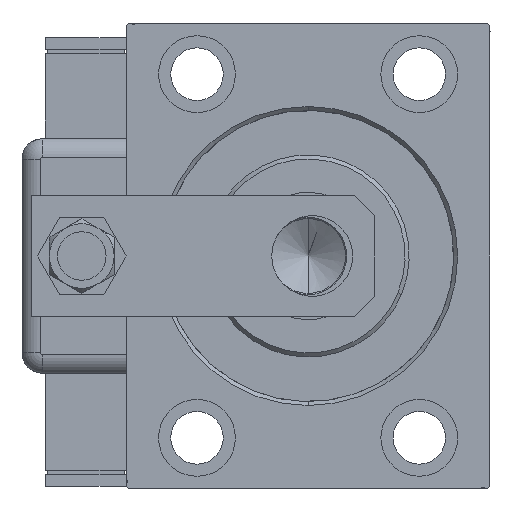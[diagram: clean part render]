
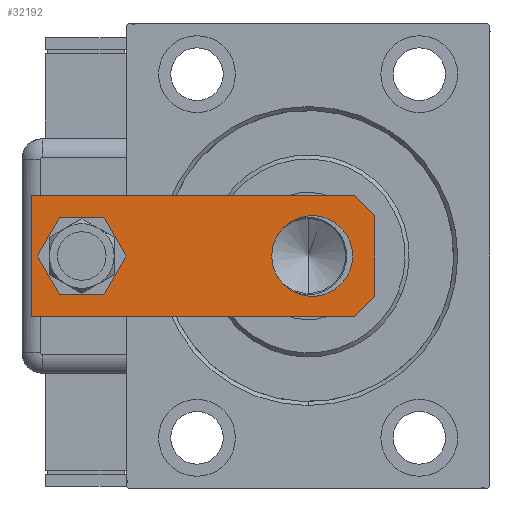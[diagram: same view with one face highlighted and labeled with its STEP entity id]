
A CAD part, left-side view. The second image highlights one B-rep face of the part: STEP entity #32192.
In plain terms, the highlighted face is planar.
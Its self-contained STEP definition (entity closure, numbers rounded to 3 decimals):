
#501 = CARTESIAN_POINT ( 'NONE',  ( 7., 72.5, 0. ) ) ;
#585 = ORIENTED_EDGE ( 'NONE', *, *, #32534, .T. ) ;
#872 = EDGE_CURVE ( 'NONE', #16560, #28406, #22799, .T. ) ;
#939 = AXIS2_PLACEMENT_3D ( 'NONE', #16414, #48255, #29946 ) ;
#1251 = DIRECTION ( 'NONE',  ( 0., 0., 1. ) ) ;
#2012 = AXIS2_PLACEMENT_3D ( 'NONE', #3904, #8700, #50427 ) ;
#3538 = CARTESIAN_POINT ( 'NONE',  ( 15., 5., 0. ) ) ;
#3557 = CIRCLE ( 'NONE', #54340, 10. ) ;
#3904 = CARTESIAN_POINT ( 'NONE',  ( 0., 0., 0. ) ) ;
#4128 = DIRECTION ( 'NONE',  ( 0., 0., 1. ) ) ;
#4708 = DIRECTION ( 'NONE',  ( 1., 0., 0. ) ) ;
#5084 = FACE_OUTER_BOUND ( 'NONE', #13143, .T. ) ;
#7007 = CARTESIAN_POINT ( 'NONE',  ( 15., 85., 0. ) ) ;
#8202 = VERTEX_POINT ( 'NONE', #55478 ) ;
#8289 = DIRECTION ( 'NONE',  ( 0., -1., 0. ) ) ;
#8628 = DIRECTION ( 'NONE',  ( -0.707, -0.707, 0. ) ) ;
#8700 = DIRECTION ( 'NONE',  ( 0., 0., 1. ) ) ;
#9224 = ORIENTED_EDGE ( 'NONE', *, *, #45488, .F. ) ;
#9942 = CARTESIAN_POINT ( 'NONE',  ( 0., 15.5, 0. ) ) ;
#10640 = VERTEX_POINT ( 'NONE', #26117 ) ;
#11796 = EDGE_CURVE ( 'NONE', #26929, #12553, #27241, .T. ) ;
#12542 = CARTESIAN_POINT ( 'NONE',  ( -15., 0., 0. ) ) ;
#12553 = VERTEX_POINT ( 'NONE', #15213 ) ;
#13006 = CARTESIAN_POINT ( 'NONE',  ( -15., 85., 0. ) ) ;
#13143 = EDGE_LOOP ( 'NONE', ( #23631, #21215, #35693, #25424, #9224, #41548 ) ) ;
#15213 = CARTESIAN_POINT ( 'NONE',  ( 10., 0., 0. ) ) ;
#15413 = LINE ( 'NONE', #46663, #52452 ) ;
#16061 = CARTESIAN_POINT ( 'NONE',  ( 0., 72.5, 0. ) ) ;
#16414 = CARTESIAN_POINT ( 'NONE',  ( 0., 72.5, 0. ) ) ;
#16523 = EDGE_LOOP ( 'NONE', ( #24481, #41977 ) ) ;
#16560 = VERTEX_POINT ( 'NONE', #501 ) ;
#17053 = VECTOR ( 'NONE', #8628, 1000. ) ;
#17335 = VECTOR ( 'NONE', #8289, 1000. ) ;
#18172 = CARTESIAN_POINT ( 'NONE',  ( -15., 85., 0. ) ) ;
#19548 = DIRECTION ( 'NONE',  ( 1., 0., 0. ) ) ;
#19962 = DIRECTION ( 'NONE',  ( -1., 0., 0. ) ) ;
#20467 = EDGE_CURVE ( 'NONE', #10640, #12553, #31754, .T. ) ;
#21215 = ORIENTED_EDGE ( 'NONE', *, *, #50756, .T. ) ;
#21906 = VERTEX_POINT ( 'NONE', #41552 ) ;
#22256 = EDGE_CURVE ( 'NONE', #8202, #27485, #3557, .T. ) ;
#22799 = CIRCLE ( 'NONE', #30487, 7. ) ;
#23077 = CARTESIAN_POINT ( 'NONE',  ( 15., 0., 0. ) ) ;
#23631 = ORIENTED_EDGE ( 'NONE', *, *, #11796, .F. ) ;
#23980 = LINE ( 'NONE', #23077, #28298 ) ;
#24476 = CARTESIAN_POINT ( 'NONE',  ( 15., 85., 0. ) ) ;
#24481 = ORIENTED_EDGE ( 'NONE', *, *, #57080, .T. ) ;
#25424 = ORIENTED_EDGE ( 'NONE', *, *, #36686, .F. ) ;
#26031 = CIRCLE ( 'NONE', #37506, 10. ) ;
#26117 = CARTESIAN_POINT ( 'NONE',  ( 15., 5., 0. ) ) ;
#26929 = VERTEX_POINT ( 'NONE', #28434 ) ;
#27241 = LINE ( 'NONE', #12542, #53809 ) ;
#27485 = VERTEX_POINT ( 'NONE', #33775 ) ;
#28054 = DIRECTION ( 'NONE',  ( -0.707, 0.707, 0. ) ) ;
#28298 = VECTOR ( 'NONE', #46798, 1000. ) ;
#28406 = VERTEX_POINT ( 'NONE', #45193 ) ;
#28434 = CARTESIAN_POINT ( 'NONE',  ( -10., 0., 0. ) ) ;
#29902 = DIRECTION ( 'NONE',  ( 1., 0., 0. ) ) ;
#29946 = DIRECTION ( 'NONE',  ( 1., 0., 0. ) ) ;
#30487 = AXIS2_PLACEMENT_3D ( 'NONE', #16061, #34404, #29902 ) ;
#31754 = LINE ( 'NONE', #3538, #17053 ) ;
#32192 = ADVANCED_FACE ( 'NONE', ( #5084, #40819, #36328 ), #36032, .F. ) ;
#32534 = EDGE_CURVE ( 'NONE', #27485, #8202, #26031, .T. ) ;
#33775 = CARTESIAN_POINT ( 'NONE',  ( 10., 15.5, 0. ) ) ;
#34380 = LINE ( 'NONE', #24476, #57705 ) ;
#34404 = DIRECTION ( 'NONE',  ( 0., 0., 1. ) ) ;
#35693 = ORIENTED_EDGE ( 'NONE', *, *, #36425, .F. ) ;
#36032 = PLANE ( 'NONE',  #2012 ) ;
#36328 = FACE_BOUND ( 'NONE', #52777, .T. ) ;
#36425 = EDGE_CURVE ( 'NONE', #44182, #21906, #58453, .T. ) ;
#36686 = EDGE_CURVE ( 'NONE', #51947, #44182, #34380, .T. ) ;
#37506 = AXIS2_PLACEMENT_3D ( 'NONE', #45549, #4128, #4708 ) ;
#40184 = ORIENTED_EDGE ( 'NONE', *, *, #22256, .T. ) ;
#40819 = FACE_BOUND ( 'NONE', #16523, .T. ) ;
#41037 = DIRECTION ( 'NONE',  ( 1., 0., 0. ) ) ;
#41548 = ORIENTED_EDGE ( 'NONE', *, *, #20467, .T. ) ;
#41552 = CARTESIAN_POINT ( 'NONE',  ( -15., 5., 0. ) ) ;
#41977 = ORIENTED_EDGE ( 'NONE', *, *, #872, .T. ) ;
#44182 = VERTEX_POINT ( 'NONE', #13006 ) ;
#45193 = CARTESIAN_POINT ( 'NONE',  ( -7., 72.5, 0. ) ) ;
#45488 = EDGE_CURVE ( 'NONE', #10640, #51947, #23980, .T. ) ;
#45549 = CARTESIAN_POINT ( 'NONE',  ( 0., 15.5, 0. ) ) ;
#46663 = CARTESIAN_POINT ( 'NONE',  ( -10., 0., 0. ) ) ;
#46798 = DIRECTION ( 'NONE',  ( 0., 1., 0. ) ) ;
#48255 = DIRECTION ( 'NONE',  ( 0., 0., 1. ) ) ;
#50427 = DIRECTION ( 'NONE',  ( 1., 0., 0. ) ) ;
#50756 = EDGE_CURVE ( 'NONE', #26929, #21906, #15413, .T. ) ;
#51947 = VERTEX_POINT ( 'NONE', #7007 ) ;
#52452 = VECTOR ( 'NONE', #28054, 1000. ) ;
#52777 = EDGE_LOOP ( 'NONE', ( #40184, #585 ) ) ;
#53809 = VECTOR ( 'NONE', #41037, 1000. ) ;
#54340 = AXIS2_PLACEMENT_3D ( 'NONE', #9942, #1251, #19548 ) ;
#55478 = CARTESIAN_POINT ( 'NONE',  ( -10., 15.5, 0. ) ) ;
#57080 = EDGE_CURVE ( 'NONE', #28406, #16560, #57529, .T. ) ;
#57529 = CIRCLE ( 'NONE', #939, 7. ) ;
#57705 = VECTOR ( 'NONE', #19962, 1000. ) ;
#58453 = LINE ( 'NONE', #18172, #17335 ) ;
